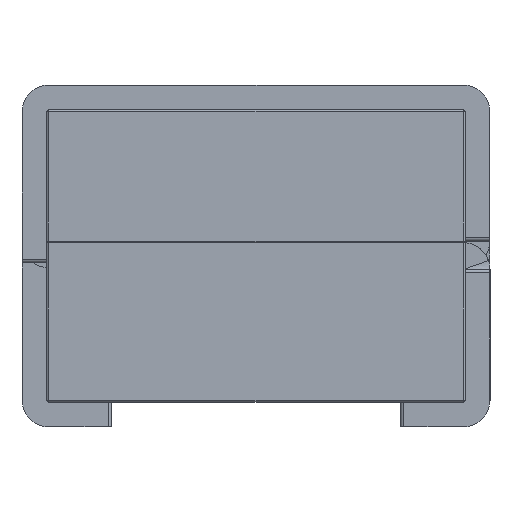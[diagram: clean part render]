
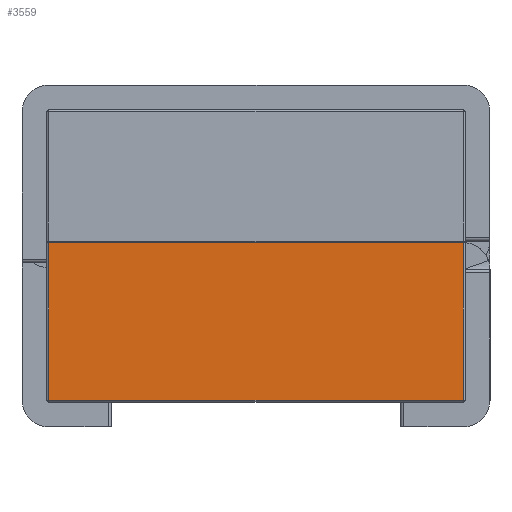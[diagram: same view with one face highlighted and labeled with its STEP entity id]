
A CAD part, front view. The second image highlights one B-rep face of the part: STEP entity #3559.
In plain terms, the highlighted planar face has unit normal (0, -1, 0).
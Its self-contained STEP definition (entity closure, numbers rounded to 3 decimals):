
#228=PLANE('',#3851);
#628=ORIENTED_EDGE('',*,*,#1584,.T.);
#629=ORIENTED_EDGE('',*,*,#1643,.T.);
#630=ORIENTED_EDGE('',*,*,#1644,.F.);
#631=ORIENTED_EDGE('',*,*,#1645,.T.);
#1584=EDGE_CURVE('',#2113,#2104,#2447,.T.);
#1643=EDGE_CURVE('',#2104,#2147,#2495,.T.);
#1644=EDGE_CURVE('',#2148,#2147,#2496,.T.);
#1645=EDGE_CURVE('',#2148,#2113,#2497,.F.);
#2104=VERTEX_POINT('',#5108);
#2113=VERTEX_POINT('',#5130);
#2147=VERTEX_POINT('',#5261);
#2148=VERTEX_POINT('',#5265);
#2447=LINE('',#5137,#2750);
#2495=LINE('',#5262,#2798);
#2496=LINE('',#5264,#2799);
#2497=LINE('',#5266,#2800);
#2750=VECTOR('',#4205,1000.);
#2798=VECTOR('',#4311,1000.);
#2799=VECTOR('',#4314,1000.);
#2800=VECTOR('',#4315,1000.);
#3060=EDGE_LOOP('',(#628,#629,#630,#631));
#3283=FACE_BOUND('',#3060,.T.);
#3559=ADVANCED_FACE('',(#3283),#228,.T.);
#3851=AXIS2_PLACEMENT_3D('',#5263,#4312,#4313);
#4205=DIRECTION('',(1.,0.,0.));
#4311=DIRECTION('',(0.,0.,1.));
#4312=DIRECTION('',(0.,-1.,0.));
#4313=DIRECTION('',(1.,0.,0.));
#4314=DIRECTION('',(1.,0.,0.));
#4315=DIRECTION('',(0.,0.,1.));
#5108=CARTESIAN_POINT('',(6.25,-6.5,-4.75));
#5130=CARTESIAN_POINT('',(-6.25,-6.5,-4.75));
#5137=CARTESIAN_POINT('',(6.3,-6.5,-4.75));
#5261=CARTESIAN_POINT('',(6.25,-6.5,0.));
#5262=CARTESIAN_POINT('',(6.25,-6.5,-4.8));
#5263=CARTESIAN_POINT('',(-6.3,-6.5,-4.8));
#5264=CARTESIAN_POINT('',(-6.3,-6.5,0.));
#5265=CARTESIAN_POINT('',(-6.25,-6.5,0.));
#5266=CARTESIAN_POINT('',(-6.25,-6.5,-4.8));
